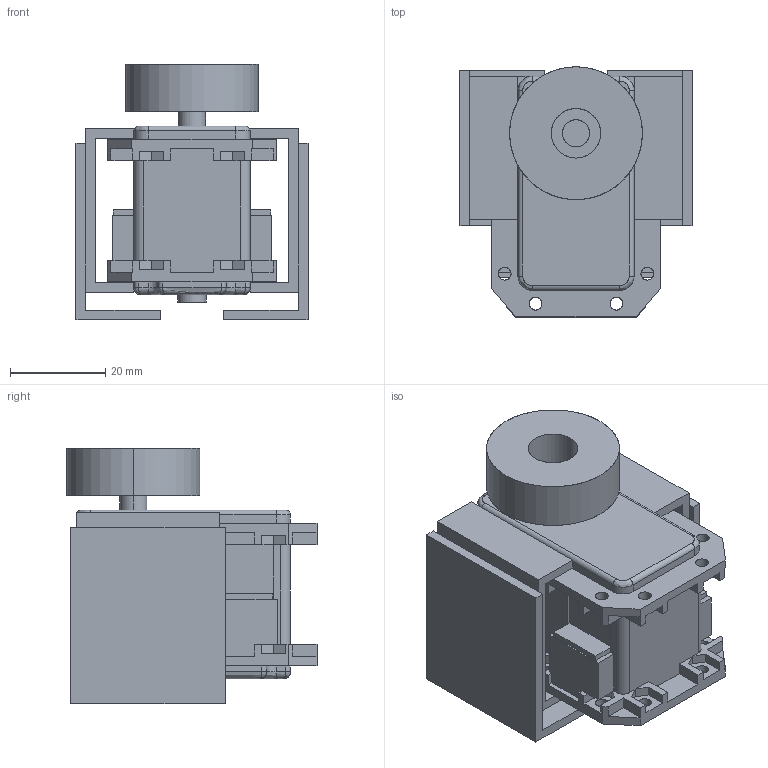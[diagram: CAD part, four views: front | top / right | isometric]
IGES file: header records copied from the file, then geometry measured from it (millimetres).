
Start section: SolidWorks IGES file using analytic representation for surfaces
Global section: file name: MX28-Wrist Rotate.IGS; native system: SolidWorks 2016; preprocessor: SolidWorks 2016; author: algarcia; date: 160425.084835; units: inch
Bounding box: 48.78 x 52.57 x 53.77 mm (x, y, z)
Surface area: 27379.1 mm2 (no closed solid volume)
Topology: 0 solids, 0 shells, 445 faces, 4638 edges, 4638 vertices
Faces by surface type: bspline 362, revolution 83
